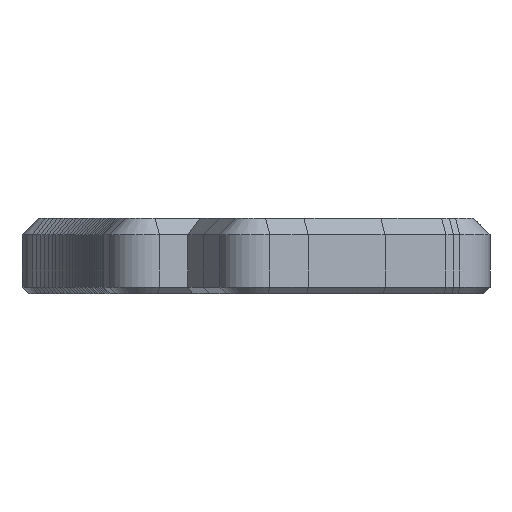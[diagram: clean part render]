
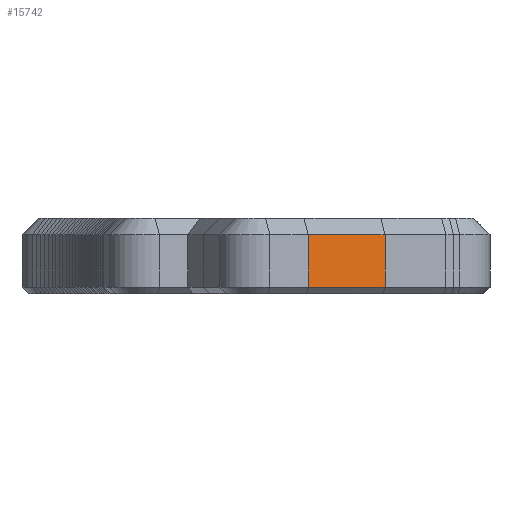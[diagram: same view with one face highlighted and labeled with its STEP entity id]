
A CAD part, left-side view. The second image highlights one B-rep face of the part: STEP entity #15742.
In plain terms, the highlighted planar face has unit normal (-0.966, -0.259, 0).
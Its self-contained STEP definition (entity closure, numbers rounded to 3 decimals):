
#1413=FACE_OUTER_BOUND('',#2313,.T.);
#2313=EDGE_LOOP('',(#14060,#14061,#14062,#14063));
#2376=LINE('',#20516,#4260);
#3649=LINE('',#23492,#5533);
#3743=LINE('',#23945,#5627);
#4201=LINE('',#26209,#6085);
#4260=VECTOR('',#16762,10.);
#5533=VECTOR('',#18875,10.);
#5627=VECTOR('',#19139,10.);
#6085=VECTOR('',#20349,10.);
#6137=VERTEX_POINT('',#20509);
#6139=VERTEX_POINT('',#20515);
#7218=VERTEX_POINT('',#23485);
#7220=VERTEX_POINT('',#23491);
#7525=EDGE_CURVE('',#6137,#6139,#2376,.T.);
#8942=EDGE_CURVE('',#7218,#7220,#3649,.T.);
#9068=EDGE_CURVE('',#6139,#7218,#3743,.T.);
#9701=EDGE_CURVE('',#6137,#7220,#4201,.T.);
#14060=ORIENTED_EDGE('',*,*,#7525,.F.);
#14061=ORIENTED_EDGE('',*,*,#9701,.T.);
#14062=ORIENTED_EDGE('',*,*,#8942,.F.);
#14063=ORIENTED_EDGE('',*,*,#9068,.F.);
#14866=PLANE('',#16673);
#15742=ADVANCED_FACE('',(#1413),#14866,.T.);
#16673=AXIS2_PLACEMENT_3D('',#26210,#20350,#20351);
#16762=DIRECTION('',(-0.259,0.966,0.));
#18875=DIRECTION('',(0.259,-0.966,0.));
#19139=DIRECTION('',(0.,0.,1.));
#20349=DIRECTION('',(0.,0.,1.));
#20350=DIRECTION('center_axis',(-0.966,-0.259,0.));
#20351=DIRECTION('ref_axis',(0.259,-0.966,0.));
#20509=CARTESIAN_POINT('',(64.173,-10.952,-6.2));
#20515=CARTESIAN_POINT('',(57.94,12.309,-6.2));
#20516=CARTESIAN_POINT('',(60.937,1.126,-6.2));
#23485=CARTESIAN_POINT('',(57.94,12.309,9.6));
#23491=CARTESIAN_POINT('',(64.173,-10.952,9.6));
#23492=CARTESIAN_POINT('',(62.557,-4.921,9.6));
#23945=CARTESIAN_POINT('',(57.94,12.309,6.6));
#26209=CARTESIAN_POINT('',(64.173,-10.952,6.6));
#26210=CARTESIAN_POINT('Origin',(57.94,12.309,6.6));
